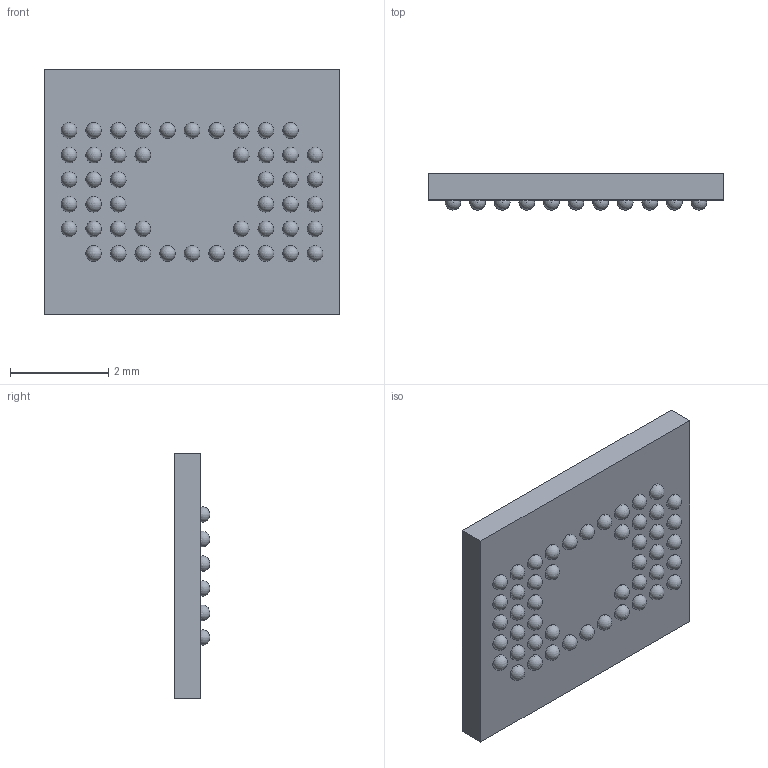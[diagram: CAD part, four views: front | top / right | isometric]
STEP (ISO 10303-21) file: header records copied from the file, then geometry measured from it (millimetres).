
FILE_DESCRIPTION(/* description */ (''),/* implementation_level */ '2;1');
FILE_NAME(/* name */ '',/* time_stamp */ '',/* author */ (''),/* organization */ (''),/* preprocessor_version */ '',/* originating_system */ '',/* authorisation */ '');
FILE_SCHEMA (('AUTOMOTIVE_DESIGN { 1 0 10303 214 3 1 1 }'));
Length unit declared in the file: millimetre
Products named in the file (1): Microchip SST39WF800A-90-4C-M2QE
Bounding box: 6 x 0.73 x 5 mm (x, y, z)
Volume: 16.5 mm3; surface area: 77.8 mm2
Topology: 1 solids, 1 shells, 484 faces, 1350 edges, 916 vertices
Faces by surface type: bspline 234, plane 201, sphere 48, cylinder 1
Full cylindrical faces by diameter (mm): 0.5 x1
Entity records: 16074 total; most frequent: CARTESIAN_POINT 5452, ORIENTED_EDGE 2410, DIRECTION 1313, EDGE_CURVE 1205, VERTEX_POINT 820, LINE 687, VECTOR 687, EDGE_LOOP 581
